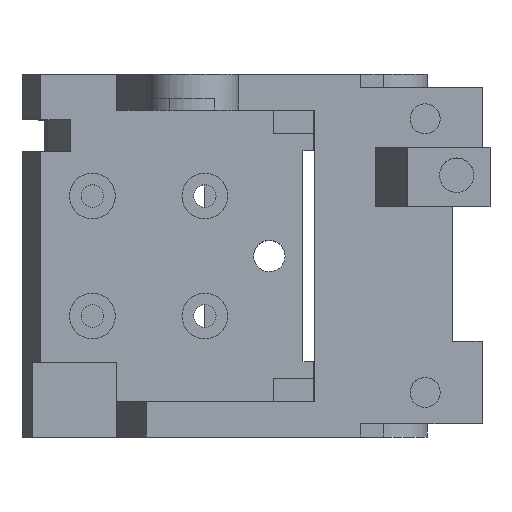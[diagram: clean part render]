
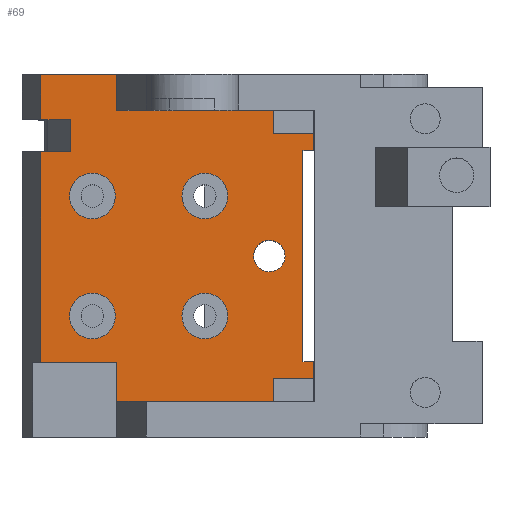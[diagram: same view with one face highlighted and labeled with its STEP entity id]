
A CAD part, top view. The second image highlights one B-rep face of the part: STEP entity #69.
In plain terms, the highlighted planar face has unit normal (0, 0, 1).
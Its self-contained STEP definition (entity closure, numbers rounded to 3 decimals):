
#31 = VERTEX_POINT('',#32);
#32 = CARTESIAN_POINT('',(10.06,8.,35.1));
#37 = EDGE_CURVE('',#31,#31,#38,.T.);
#38 = CIRCLE('',#39,3.05);
#39 = AXIS2_PLACEMENT_3D('',#40,#41,#42);
#40 = CARTESIAN_POINT('',(7.01,8.,35.1));
#41 = DIRECTION('',(0.,0.,1.));
#42 = DIRECTION('',(1.,0.,0.));
#69 = ADVANCED_FACE('',(#70,#232,#243,#254,#274,#285),#288,.T.);
#70 = FACE_BOUND('',#71,.T.);
#71 = EDGE_LOOP('',(#72,#82,#90,#98,#106,#114,#122,#130,#138,#146,#154,
    #162,#170,#178,#186,#194,#202,#210,#218,#226));
#72 = ORIENTED_EDGE('',*,*,#73,.F.);
#73 = EDGE_CURVE('',#74,#76,#78,.T.);
#74 = VERTEX_POINT('',#75);
#75 = CARTESIAN_POINT('',(-14.88,18.2,35.1));
#76 = VERTEX_POINT('',#77);
#77 = CARTESIAN_POINT('',(-14.88,24.2,35.1));
#78 = LINE('',#79,#80);
#79 = CARTESIAN_POINT('',(-14.88,-24.2,35.1));
#80 = VECTOR('',#81,1.);
#81 = DIRECTION('',(0.,1.,0.));
#82 = ORIENTED_EDGE('',*,*,#83,.F.);
#83 = EDGE_CURVE('',#84,#74,#86,.T.);
#84 = VERTEX_POINT('',#85);
#85 = CARTESIAN_POINT('',(-10.88,18.2,35.1));
#86 = LINE('',#87,#88);
#87 = CARTESIAN_POINT('',(-14.,18.2,35.1));
#88 = VECTOR('',#89,1.);
#89 = DIRECTION('',(-1.,-0.,-0.));
#90 = ORIENTED_EDGE('',*,*,#91,.F.);
#91 = EDGE_CURVE('',#92,#84,#94,.T.);
#92 = VERTEX_POINT('',#93);
#93 = CARTESIAN_POINT('',(-10.88,13.9,35.1));
#94 = LINE('',#95,#96);
#95 = CARTESIAN_POINT('',(-10.88,13.9,35.1));
#96 = VECTOR('',#97,1.);
#97 = DIRECTION('',(0.,1.,0.));
#98 = ORIENTED_EDGE('',*,*,#99,.F.);
#99 = EDGE_CURVE('',#100,#92,#102,.T.);
#100 = VERTEX_POINT('',#101);
#101 = CARTESIAN_POINT('',(-14.88,13.9,35.1));
#102 = LINE('',#103,#104);
#103 = CARTESIAN_POINT('',(-14.38,13.9,35.1));
#104 = VECTOR('',#105,1.);
#105 = DIRECTION('',(1.,0.,0.));
#106 = ORIENTED_EDGE('',*,*,#107,.F.);
#107 = EDGE_CURVE('',#108,#100,#110,.T.);
#108 = VERTEX_POINT('',#109);
#109 = CARTESIAN_POINT('',(-14.88,-14.2,35.1));
#110 = LINE('',#111,#112);
#111 = CARTESIAN_POINT('',(-14.88,-24.2,35.1));
#112 = VECTOR('',#113,1.);
#113 = DIRECTION('',(0.,1.,0.));
#114 = ORIENTED_EDGE('',*,*,#115,.F.);
#115 = EDGE_CURVE('',#116,#108,#118,.T.);
#116 = VERTEX_POINT('',#117);
#117 = CARTESIAN_POINT('',(-4.728,-14.2,35.1));
#118 = LINE('',#119,#120);
#119 = CARTESIAN_POINT('',(-4.728,-14.2,35.1));
#120 = VECTOR('',#121,1.);
#121 = DIRECTION('',(-1.,0.,0.));
#122 = ORIENTED_EDGE('',*,*,#123,.F.);
#123 = EDGE_CURVE('',#124,#116,#126,.T.);
#124 = VERTEX_POINT('',#125);
#125 = CARTESIAN_POINT('',(-4.728,-19.4,35.1));
#126 = LINE('',#127,#128);
#127 = CARTESIAN_POINT('',(-4.728,-24.2,35.1));
#128 = VECTOR('',#129,1.);
#129 = DIRECTION('',(0.,1.,0.));
#130 = ORIENTED_EDGE('',*,*,#131,.F.);
#131 = EDGE_CURVE('',#132,#124,#134,.T.);
#132 = VERTEX_POINT('',#133);
#133 = CARTESIAN_POINT('',(16.1,-19.4,35.1));
#134 = LINE('',#135,#136);
#135 = CARTESIAN_POINT('',(-4.057,-19.4,35.1));
#136 = VECTOR('',#137,1.);
#137 = DIRECTION('',(-1.,0.,0.));
#138 = ORIENTED_EDGE('',*,*,#139,.T.);
#139 = EDGE_CURVE('',#132,#140,#142,.T.);
#140 = VERTEX_POINT('',#141);
#141 = CARTESIAN_POINT('',(16.1,-16.3,35.1));
#142 = LINE('',#143,#144);
#143 = CARTESIAN_POINT('',(16.1,-19.4,35.1));
#144 = VECTOR('',#145,1.);
#145 = DIRECTION('',(0.,1.,0.));
#146 = ORIENTED_EDGE('',*,*,#147,.F.);
#147 = EDGE_CURVE('',#148,#140,#150,.T.);
#148 = VERTEX_POINT('',#149);
#149 = CARTESIAN_POINT('',(21.45,-16.3,35.1));
#150 = LINE('',#151,#152);
#151 = CARTESIAN_POINT('',(21.45,-16.3,35.1));
#152 = VECTOR('',#153,1.);
#153 = DIRECTION('',(-1.,-0.,-0.));
#154 = ORIENTED_EDGE('',*,*,#155,.F.);
#155 = EDGE_CURVE('',#156,#148,#158,.T.);
#156 = VERTEX_POINT('',#157);
#157 = CARTESIAN_POINT('',(21.45,-14.1,35.1));
#158 = LINE('',#159,#160);
#159 = CARTESIAN_POINT('',(21.45,12.4,35.1));
#160 = VECTOR('',#161,1.);
#161 = DIRECTION('',(0.,-1.,0.));
#162 = ORIENTED_EDGE('',*,*,#163,.T.);
#163 = EDGE_CURVE('',#156,#164,#166,.T.);
#164 = VERTEX_POINT('',#165);
#165 = CARTESIAN_POINT('',(20.1,-14.1,35.1));
#166 = LINE('',#167,#168);
#167 = CARTESIAN_POINT('',(10.833,-14.1,35.1));
#168 = VECTOR('',#169,1.);
#169 = DIRECTION('',(-1.,0.,0.));
#170 = ORIENTED_EDGE('',*,*,#171,.T.);
#171 = EDGE_CURVE('',#164,#172,#174,.T.);
#172 = VERTEX_POINT('',#173);
#173 = CARTESIAN_POINT('',(20.1,14.1,35.1));
#174 = LINE('',#175,#176);
#175 = CARTESIAN_POINT('',(20.1,0.3,35.1));
#176 = VECTOR('',#177,1.);
#177 = DIRECTION('',(0.,1.,0.));
#178 = ORIENTED_EDGE('',*,*,#179,.T.);
#179 = EDGE_CURVE('',#172,#180,#182,.T.);
#180 = VERTEX_POINT('',#181);
#181 = CARTESIAN_POINT('',(21.45,14.1,35.1));
#182 = LINE('',#183,#184);
#183 = CARTESIAN_POINT('',(10.833,14.1,35.1));
#184 = VECTOR('',#185,1.);
#185 = DIRECTION('',(1.,0.,0.));
#186 = ORIENTED_EDGE('',*,*,#187,.F.);
#187 = EDGE_CURVE('',#188,#180,#190,.T.);
#188 = VERTEX_POINT('',#189);
#189 = CARTESIAN_POINT('',(21.45,16.3,35.1));
#190 = LINE('',#191,#192);
#191 = CARTESIAN_POINT('',(21.45,12.4,35.1));
#192 = VECTOR('',#193,1.);
#193 = DIRECTION('',(0.,-1.,0.));
#194 = ORIENTED_EDGE('',*,*,#195,.T.);
#195 = EDGE_CURVE('',#188,#196,#198,.T.);
#196 = VERTEX_POINT('',#197);
#197 = CARTESIAN_POINT('',(16.1,16.3,35.1));
#198 = LINE('',#199,#200);
#199 = CARTESIAN_POINT('',(21.45,16.3,35.1));
#200 = VECTOR('',#201,1.);
#201 = DIRECTION('',(-1.,-0.,-0.));
#202 = ORIENTED_EDGE('',*,*,#203,.T.);
#203 = EDGE_CURVE('',#196,#204,#206,.T.);
#204 = VERTEX_POINT('',#205);
#205 = CARTESIAN_POINT('',(16.1,19.4,35.1));
#206 = LINE('',#207,#208);
#207 = CARTESIAN_POINT('',(16.1,16.3,35.1));
#208 = VECTOR('',#209,1.);
#209 = DIRECTION('',(0.,1.,0.));
#210 = ORIENTED_EDGE('',*,*,#211,.F.);
#211 = EDGE_CURVE('',#212,#204,#214,.T.);
#212 = VERTEX_POINT('',#213);
#213 = CARTESIAN_POINT('',(-4.728,19.4,35.1));
#214 = LINE('',#215,#216);
#215 = CARTESIAN_POINT('',(15.5,19.4,35.1));
#216 = VECTOR('',#217,1.);
#217 = DIRECTION('',(1.,0.,0.));
#218 = ORIENTED_EDGE('',*,*,#219,.T.);
#219 = EDGE_CURVE('',#212,#220,#222,.T.);
#220 = VERTEX_POINT('',#221);
#221 = CARTESIAN_POINT('',(-4.728,24.2,35.1));
#222 = LINE('',#223,#224);
#223 = CARTESIAN_POINT('',(-4.728,-24.2,35.1));
#224 = VECTOR('',#225,1.);
#225 = DIRECTION('',(0.,1.,0.));
#226 = ORIENTED_EDGE('',*,*,#227,.F.);
#227 = EDGE_CURVE('',#76,#220,#228,.T.);
#228 = LINE('',#229,#230);
#229 = CARTESIAN_POINT('',(1.068,24.2,35.1));
#230 = VECTOR('',#231,1.);
#231 = DIRECTION('',(1.,0.,0.));
#232 = FACE_BOUND('',#233,.T.);
#233 = EDGE_LOOP('',(#234));
#234 = ORIENTED_EDGE('',*,*,#235,.F.);
#235 = EDGE_CURVE('',#236,#236,#238,.T.);
#236 = VERTEX_POINT('',#237);
#237 = CARTESIAN_POINT('',(-4.94,-8.,35.1));
#238 = CIRCLE('',#239,3.05);
#239 = AXIS2_PLACEMENT_3D('',#240,#241,#242);
#240 = CARTESIAN_POINT('',(-7.99,-8.,35.1));
#241 = DIRECTION('',(0.,0.,1.));
#242 = DIRECTION('',(1.,0.,0.));
#243 = FACE_BOUND('',#244,.T.);
#244 = EDGE_LOOP('',(#245));
#245 = ORIENTED_EDGE('',*,*,#246,.F.);
#246 = EDGE_CURVE('',#247,#247,#249,.T.);
#247 = VERTEX_POINT('',#248);
#248 = CARTESIAN_POINT('',(10.06,-8.,35.1));
#249 = CIRCLE('',#250,3.05);
#250 = AXIS2_PLACEMENT_3D('',#251,#252,#253);
#251 = CARTESIAN_POINT('',(7.01,-8.,35.1));
#252 = DIRECTION('',(0.,0.,1.));
#253 = DIRECTION('',(1.,0.,0.));
#254 = FACE_BOUND('',#255,.T.);
#255 = EDGE_LOOP('',(#256,#267));
#256 = ORIENTED_EDGE('',*,*,#257,.T.);
#257 = EDGE_CURVE('',#258,#260,#262,.T.);
#258 = VERTEX_POINT('',#259);
#259 = CARTESIAN_POINT('',(15.6,-2.1,35.1));
#260 = VERTEX_POINT('',#261);
#261 = CARTESIAN_POINT('',(15.6,2.1,35.1));
#262 = CIRCLE('',#263,2.1);
#263 = AXIS2_PLACEMENT_3D('',#264,#265,#266);
#264 = CARTESIAN_POINT('',(15.6,0.,35.1));
#265 = DIRECTION('',(0.,-0.,-1.));
#266 = DIRECTION('',(1.,0.,0.));
#267 = ORIENTED_EDGE('',*,*,#268,.F.);
#268 = EDGE_CURVE('',#258,#260,#269,.T.);
#269 = CIRCLE('',#270,2.1);
#270 = AXIS2_PLACEMENT_3D('',#271,#272,#273);
#271 = CARTESIAN_POINT('',(15.6,0.,35.1));
#272 = DIRECTION('',(0.,0.,1.));
#273 = DIRECTION('',(1.,0.,0.));
#274 = FACE_BOUND('',#275,.T.);
#275 = EDGE_LOOP('',(#276));
#276 = ORIENTED_EDGE('',*,*,#277,.F.);
#277 = EDGE_CURVE('',#278,#278,#280,.T.);
#278 = VERTEX_POINT('',#279);
#279 = CARTESIAN_POINT('',(-4.94,8.,35.1));
#280 = CIRCLE('',#281,3.05);
#281 = AXIS2_PLACEMENT_3D('',#282,#283,#284);
#282 = CARTESIAN_POINT('',(-7.99,8.,35.1));
#283 = DIRECTION('',(0.,0.,1.));
#284 = DIRECTION('',(1.,0.,0.));
#285 = FACE_BOUND('',#286,.T.);
#286 = EDGE_LOOP('',(#287));
#287 = ORIENTED_EDGE('',*,*,#37,.F.);
#288 = PLANE('',#289);
#289 = AXIS2_PLACEMENT_3D('',#290,#291,#292);
#290 = CARTESIAN_POINT('',(1.134,0.713,35.1));
#291 = DIRECTION('',(0.,0.,1.));
#292 = DIRECTION('',(1.,0.,0.));
